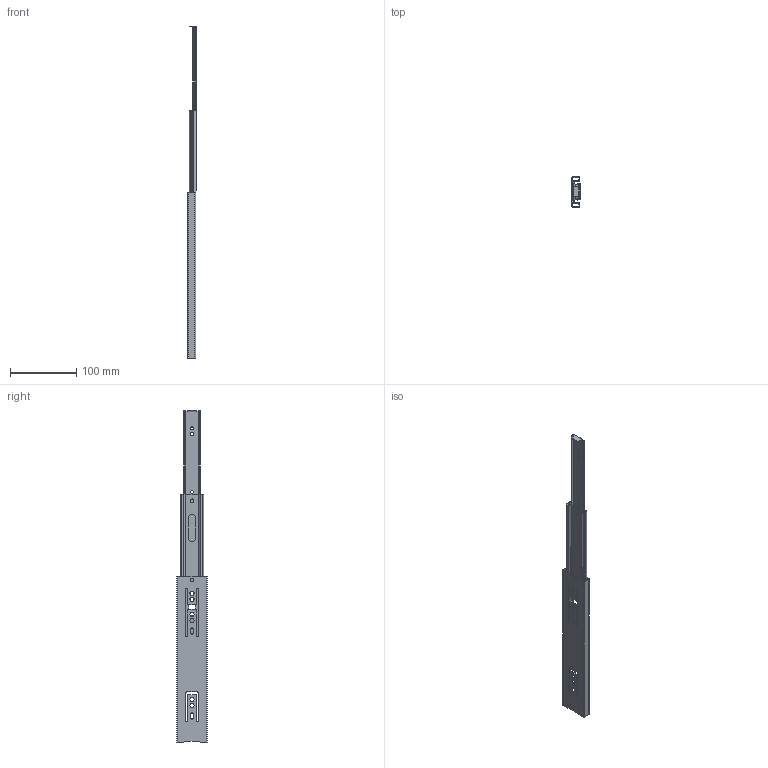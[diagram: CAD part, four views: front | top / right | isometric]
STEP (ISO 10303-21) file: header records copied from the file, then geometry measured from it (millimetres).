
FILE_DESCRIPTION (( 'STEP AP214' ), '1' );
FILE_NAME ('3045-250-Rollco.step', '2023-11-07T13:05:32', ( '' ), ( '' ), 'SwSTEP 2.0', 'SolidWorks 2010', '' );
FILE_SCHEMA (( 'AUTOMOTIVE_DESIGN' ));
Length unit declared in the file: millimetre
Products named in the file (4): Slide-Middle-3045-250-Rollco_3045-250-Rollco; Slide-Inner-3045-250-Rollco_3045-250-Rollco; 3045-250-Rollco; Slide-Outer-3045-250-Rollco_3045-250-Rollco
Assembly tree (3 placements, depth 2):
  3045-250-Rollco
    Slide-Inner-3045-250-Rollco_3045-250-Rollco
    Slide-Middle-3045-250-Rollco_3045-250-Rollco
    Slide-Outer-3045-250-Rollco_3045-250-Rollco
Bounding box: 12.7 x 45.3 x 500 mm (x, y, z)
Volume: 47437.5 mm3; surface area: 76492.7 mm2
Topology: 3 solids, 3 shells, 197 faces, 564 edges, 374 vertices
Faces by surface type: cylinder 114, plane 83
Entity records: 8927 total; most frequent: DIRECTION 1202, CARTESIAN_POINT 1141, ORIENTED_EDGE 1128, EDGE_CURVE 564, AXIS2_PLACEMENT_3D 435, VERTEX_POINT 374, LINE 332, VECTOR 332
